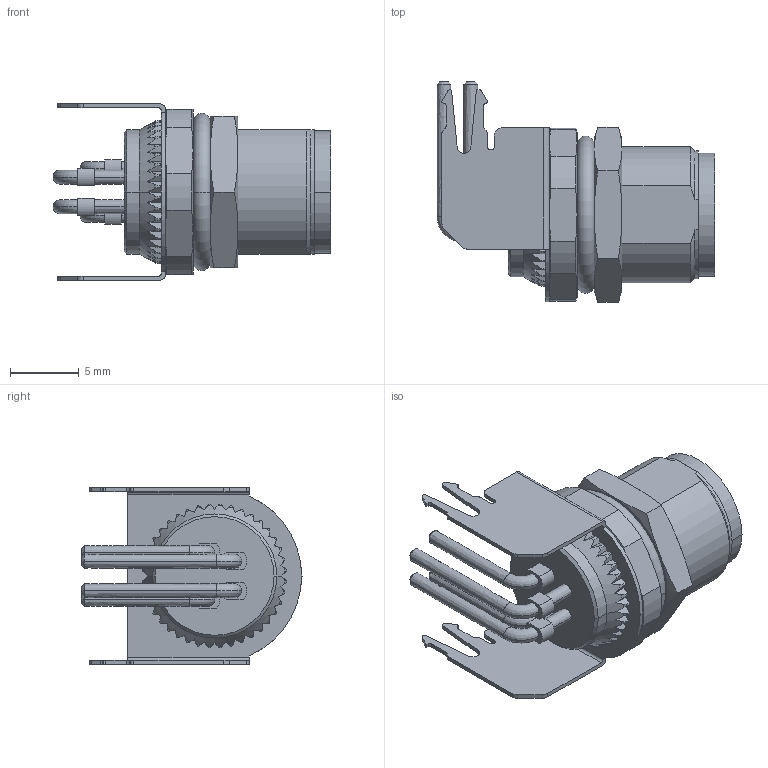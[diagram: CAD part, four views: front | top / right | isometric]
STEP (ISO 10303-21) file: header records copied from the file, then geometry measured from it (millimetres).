
FILE_DESCRIPTION((''),'2;1');
FILE_NAME('M8AS-04PFFR-SF8001_SW0001','2017-02-07T',('ks7709'),(''),'PRO/ENGINEER BY PARAMETRIC TECHNOLOGY CORPORATION, 2013050','PRO/ENGINEER BY PARAMETRIC TECHNOLOGY CORPORATION, 2013050','');
FILE_SCHEMA(('CONFIG_CONTROL_DESIGN'));
Length unit declared in the file: millimetre
Products named in the file (1): M8AS-04PFFR-SF8001_SW0001
Bounding box: 20.15 x 16 x 12.8 mm (x, y, z)
Volume: 1241 mm3; surface area: 1791.4 mm2
Topology: 1 solids, 1 shells, 480 faces, 1257 edges, 814 vertices
Faces by surface type: plane 203, cylinder 145, cone 49, torus 47, bspline 34, sphere 2
Entity records: 19584 total; most frequent: CARTESIAN_POINT 6628, ORIENTED_EDGE 2514, DIRECTION 2248, EDGE_CURVE 1257, AXIS2_PLACEMENT_3D 839, VERTEX_POINT 814, VECTOR 570, LINE 570
